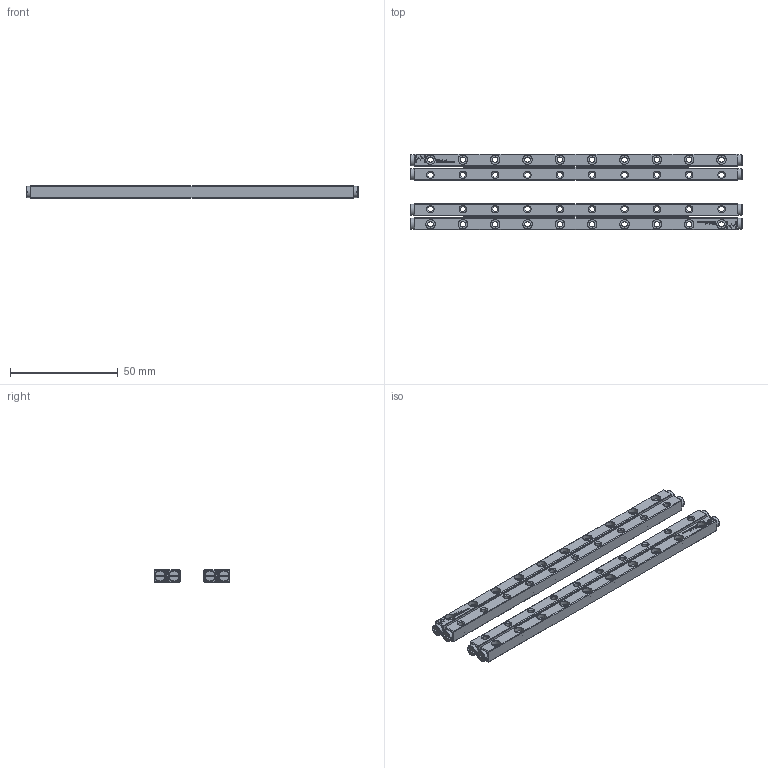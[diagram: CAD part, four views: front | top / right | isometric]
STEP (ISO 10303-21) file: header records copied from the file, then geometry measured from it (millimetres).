
FILE_DESCRIPTION(/* description */ (''),/* implementation_level */ '2;1');
FILE_NAME(/* name */ 'Set RSD-2150x26AA_stp_stp.stp',/* time_stamp */ '2025-06-03T09:17:02+02:00',/* author */ (''),/* organization */ (''),/* preprocessor_version */ 'ST-DEVELOPER v16.7',/* originating_system */ 'SIEMENS PLM Software NX 12.0',/* authorisation */ '');
FILE_SCHEMA (('AUTOMOTIVE_DESIGN { 1 0 10303 214 3 1 1 1 }'));
Products named in the file (1): Set RSD-2150x26AA_stp_stp
Bounding box: 154 x 35 x 6 mm (x, y, z)
Volume: 17897.9 mm3; surface area: 20367.7 mm2
Topology: 66 solids, 66 shells, 3420 faces, 8968 edges, 5820 vertices
Faces by surface type: plane 1940, cylinder 896, bspline 360, cone 224
Full cylindrical faces by diameter (mm): 2 x52, 2.1 x8, 2.5 x48, 2.7 x8, 4.3 x40, 5.2 x8
Entity records: 111876 total; most frequent: CARTESIAN_POINT 22509, ORIENTED_EDGE 16768, DIRECTION 15738, EDGE_CURVE 8384, VERTEX_POINT 5616, LINE 5568, VECTOR 5568, AXIS2_PLACEMENT_3D 5085
